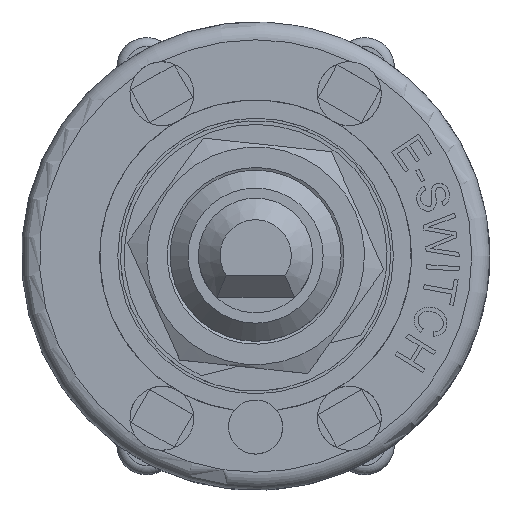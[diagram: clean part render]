
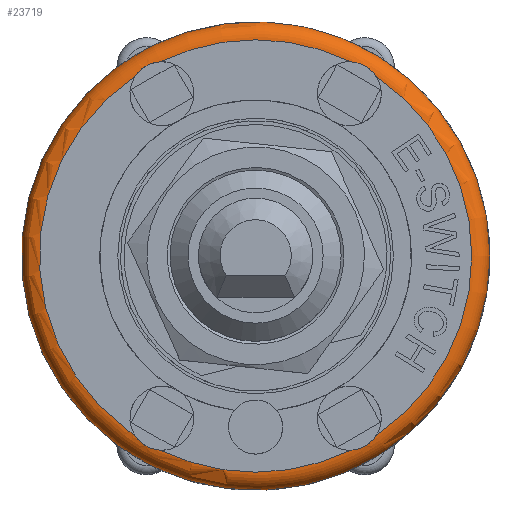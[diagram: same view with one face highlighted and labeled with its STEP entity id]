
A CAD part, top view. The second image highlights one B-rep face of the part: STEP entity #23719.
In plain terms, the highlighted toroidal (fillet/blend) face has major radius 12 mm and minor radius 1 mm.
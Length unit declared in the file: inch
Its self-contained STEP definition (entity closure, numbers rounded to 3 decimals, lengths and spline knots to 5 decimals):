
#23069=CARTESIAN_POINT('',(0.51181,0.0,0.37402));
#23070=VERTEX_POINT('',#23069);
#23071=CARTESIAN_POINT('',(0.0,0.0,0.37402));
#23072=DIRECTION('',(0.0,0.0,1.0));
#23073=DIRECTION('',(-1.0,0.0,0.0));
#23074=AXIS2_PLACEMENT_3D('',#23071,#23072,#23073);
#23075=CIRCLE('',#23074,0.51181);
#23076=EDGE_CURVE('',#23070,#23070,#23075,.T.);
#23319=CARTESIAN_POINT('',(-0.26379,0.39194,0.41339));
#23320=VERTEX_POINT('',#23319);
#23329=CARTESIAN_POINT('',(-0.20753,0.42442,0.41339));
#23330=VERTEX_POINT('',#23329);
#23338=CARTESIAN_POINT('',(-0.26379,0.39194,0.41339));
#23339=CARTESIAN_POINT('',(-0.26063,0.39693,0.41339));
#23340=CARTESIAN_POINT('',(-0.25684,0.40153,0.41318));
#23341=CARTESIAN_POINT('',(-0.25019,0.40776,0.41294));
#23342=CARTESIAN_POINT('',(-0.24774,0.40975,0.41287));
#23343=CARTESIAN_POINT('',(-0.24411,0.41233,0.41281));
#23344=CARTESIAN_POINT('',(-0.24303,0.41306,0.41279));
#23345=CARTESIAN_POINT('',(-0.24115,0.41424,0.41278));
#23346=CARTESIAN_POINT('',(-0.24035,0.41472,0.41278));
#23347=CARTESIAN_POINT('',(-0.23874,0.41565,0.41278));
#23348=CARTESIAN_POINT('',(-0.23791,0.4161,0.41278));
#23349=CARTESIAN_POINT('',(-0.23586,0.41717,0.4128));
#23350=CARTESIAN_POINT('',(-0.23462,0.41777,0.41281));
#23351=CARTESIAN_POINT('',(-0.23029,0.41972,0.41288));
#23352=CARTESIAN_POINT('',(-0.22713,0.42087,0.41296));
#23353=CARTESIAN_POINT('',(-0.2184,0.42336,0.41321));
#23354=CARTESIAN_POINT('',(-0.2129,0.4242,0.41339));
#23355=CARTESIAN_POINT('',(-0.20753,0.42442,0.41339));
#23356=B_SPLINE_CURVE_WITH_KNOTS('',3,(#23338,#23339,#23340,#23341,#23342,#23343,#23344,#23345,#23346,#23347,#23348,#23349,#23350,#23351,#23352,#23353,#23354,#23355),.UNSPECIFIED.,.F.,.U.,(4,2,2,2,2,2,2,2,4),(-0.30321,-0.28459,-0.27477,-0.27072,-0.26786,-0.26495,-0.2607,-0.25033,-0.23279),.UNSPECIFIED.);
#23357=EDGE_CURVE('',#23320,#23330,#23356,.T.);
#23393=CARTESIAN_POINT('',(-0.26379,-0.39194,0.41339));
#23394=VERTEX_POINT('',#23393);
#23404=CARTESIAN_POINT('',(-0.20753,-0.42442,0.41339));
#23405=VERTEX_POINT('',#23404);
#23406=CARTESIAN_POINT('',(-0.20753,-0.42442,0.41339));
#23407=CARTESIAN_POINT('',(-0.21344,-0.42418,0.41339));
#23408=CARTESIAN_POINT('',(-0.21932,-0.42319,0.41318));
#23409=CARTESIAN_POINT('',(-0.22803,-0.42055,0.41294));
#23410=CARTESIAN_POINT('',(-0.23098,-0.41943,0.41287));
#23411=CARTESIAN_POINT('',(-0.23503,-0.41757,0.41281));
#23412=CARTESIAN_POINT('',(-0.2362,-0.417,0.41279));
#23413=CARTESIAN_POINT('',(-0.23817,-0.41596,0.41278));
#23414=CARTESIAN_POINT('',(-0.23898,-0.41551,0.41278));
#23415=CARTESIAN_POINT('',(-0.24059,-0.41458,0.41278));
#23416=CARTESIAN_POINT('',(-0.2414,-0.41409,0.41278));
#23417=CARTESIAN_POINT('',(-0.24335,-0.41285,0.4128));
#23418=CARTESIAN_POINT('',(-0.24449,-0.41207,0.41281));
#23419=CARTESIAN_POINT('',(-0.24834,-0.4093,0.41288));
#23420=CARTESIAN_POINT('',(-0.25092,-0.40713,0.41296));
#23421=CARTESIAN_POINT('',(-0.25744,-0.40082,0.41321));
#23422=CARTESIAN_POINT('',(-0.26092,-0.39648,0.41339));
#23423=CARTESIAN_POINT('',(-0.26379,-0.39194,0.41339));
#23424=B_SPLINE_CURVE_WITH_KNOTS('',3,(#23406,#23407,#23408,#23409,#23410,#23411,#23412,#23413,#23414,#23415,#23416,#23417,#23418,#23419,#23420,#23421,#23422,#23423),.UNSPECIFIED.,.F.,.U.,(4,2,2,2,2,2,2,2,4),(-0.30321,-0.28459,-0.27477,-0.27072,-0.26786,-0.26495,-0.2607,-0.25033,-0.23279),.UNSPECIFIED.);
#23425=EDGE_CURVE('',#23405,#23394,#23424,.T.);
#23493=CARTESIAN_POINT('',(0.20753,-0.42442,0.41339));
#23494=VERTEX_POINT('',#23493);
#23504=CARTESIAN_POINT('',(0.26379,-0.39194,0.41339));
#23505=VERTEX_POINT('',#23504);
#23506=CARTESIAN_POINT('',(0.26379,-0.39194,0.41339));
#23507=CARTESIAN_POINT('',(0.26063,-0.39693,0.41339));
#23508=CARTESIAN_POINT('',(0.25684,-0.40153,0.41318));
#23509=CARTESIAN_POINT('',(0.25019,-0.40776,0.41294));
#23510=CARTESIAN_POINT('',(0.24774,-0.40975,0.41287));
#23511=CARTESIAN_POINT('',(0.24411,-0.41233,0.41281));
#23512=CARTESIAN_POINT('',(0.24303,-0.41306,0.41279));
#23513=CARTESIAN_POINT('',(0.24115,-0.41424,0.41278));
#23514=CARTESIAN_POINT('',(0.24035,-0.41472,0.41278));
#23515=CARTESIAN_POINT('',(0.23874,-0.41565,0.41278));
#23516=CARTESIAN_POINT('',(0.23791,-0.4161,0.41278));
#23517=CARTESIAN_POINT('',(0.23586,-0.41717,0.4128));
#23518=CARTESIAN_POINT('',(0.23462,-0.41777,0.41281));
#23519=CARTESIAN_POINT('',(0.23029,-0.41972,0.41288));
#23520=CARTESIAN_POINT('',(0.22713,-0.42087,0.41296));
#23521=CARTESIAN_POINT('',(0.2184,-0.42336,0.41321));
#23522=CARTESIAN_POINT('',(0.2129,-0.4242,0.41339));
#23523=CARTESIAN_POINT('',(0.20753,-0.42442,0.41339));
#23524=B_SPLINE_CURVE_WITH_KNOTS('',3,(#23506,#23507,#23508,#23509,#23510,#23511,#23512,#23513,#23514,#23515,#23516,#23517,#23518,#23519,#23520,#23521,#23522,#23523),.UNSPECIFIED.,.F.,.U.,(4,2,2,2,2,2,2,2,4),(-0.30321,-0.28459,-0.27477,-0.27072,-0.26786,-0.26495,-0.2607,-0.25033,-0.23279),.UNSPECIFIED.);
#23525=EDGE_CURVE('',#23505,#23494,#23524,.T.);
#23619=CARTESIAN_POINT('',(0.20753,0.42442,0.41339));
#23620=VERTEX_POINT('',#23619);
#23629=CARTESIAN_POINT('',(0.26379,0.39194,0.41339));
#23630=VERTEX_POINT('',#23629);
#23638=CARTESIAN_POINT('',(0.20753,0.42442,0.41339));
#23639=CARTESIAN_POINT('',(0.21344,0.42418,0.41339));
#23640=CARTESIAN_POINT('',(0.21932,0.42319,0.41318));
#23641=CARTESIAN_POINT('',(0.22803,0.42055,0.41294));
#23642=CARTESIAN_POINT('',(0.23098,0.41943,0.41287));
#23643=CARTESIAN_POINT('',(0.23503,0.41757,0.41281));
#23644=CARTESIAN_POINT('',(0.2362,0.417,0.41279));
#23645=CARTESIAN_POINT('',(0.23817,0.41596,0.41278));
#23646=CARTESIAN_POINT('',(0.23898,0.41551,0.41278));
#23647=CARTESIAN_POINT('',(0.24059,0.41458,0.41278));
#23648=CARTESIAN_POINT('',(0.2414,0.41409,0.41278));
#23649=CARTESIAN_POINT('',(0.24335,0.41285,0.4128));
#23650=CARTESIAN_POINT('',(0.24449,0.41207,0.41281));
#23651=CARTESIAN_POINT('',(0.24834,0.4093,0.41288));
#23652=CARTESIAN_POINT('',(0.25092,0.40713,0.41296));
#23653=CARTESIAN_POINT('',(0.25744,0.40082,0.41321));
#23654=CARTESIAN_POINT('',(0.26092,0.39648,0.41339));
#23655=CARTESIAN_POINT('',(0.26379,0.39194,0.41339));
#23656=B_SPLINE_CURVE_WITH_KNOTS('',3,(#23638,#23639,#23640,#23641,#23642,#23643,#23644,#23645,#23646,#23647,#23648,#23649,#23650,#23651,#23652,#23653,#23654,#23655),.UNSPECIFIED.,.F.,.U.,(4,2,2,2,2,2,2,2,4),(-0.30321,-0.28459,-0.27477,-0.27072,-0.26786,-0.26495,-0.2607,-0.25033,-0.23279),.UNSPECIFIED.);
#23657=EDGE_CURVE('',#23620,#23630,#23656,.T.);
#23677=CARTESIAN_POINT('',(0.0,0.0,0.37402));
#23678=DIRECTION('',(0.0,0.0,-1.0));
#23679=DIRECTION('',(-1.0,0.0,0.0));
#23680=AXIS2_PLACEMENT_3D('',#23677,#23678,#23679);
#23681=TOROIDAL_SURFACE('',#23680,0.47244,0.03937);
#23682=ORIENTED_EDGE('',*,*,#23076,.T.);
#23683=EDGE_LOOP('',(#23682));
#23684=FACE_OUTER_BOUND('',#23683,.T.);
#23685=CARTESIAN_POINT('',(0.0,0.0,0.41339));
#23686=DIRECTION('',(0.0,0.0,-1.0));
#23687=DIRECTION('',(-1.0,0.0,0.0));
#23688=AXIS2_PLACEMENT_3D('',#23685,#23686,#23687);
#23689=CIRCLE('',#23688,0.47244);
#23690=EDGE_CURVE('',#23394,#23320,#23689,.T.);
#23691=ORIENTED_EDGE('',*,*,#23690,.T.);
#23692=ORIENTED_EDGE('',*,*,#23357,.T.);
#23693=CARTESIAN_POINT('',(0.0,0.0,0.41339));
#23694=DIRECTION('',(0.0,0.0,-1.0));
#23695=DIRECTION('',(-1.0,0.0,0.0));
#23696=AXIS2_PLACEMENT_3D('',#23693,#23694,#23695);
#23697=CIRCLE('',#23696,0.47244);
#23698=EDGE_CURVE('',#23330,#23620,#23697,.T.);
#23699=ORIENTED_EDGE('',*,*,#23698,.T.);
#23700=ORIENTED_EDGE('',*,*,#23657,.T.);
#23701=CARTESIAN_POINT('',(0.0,0.0,0.41339));
#23702=DIRECTION('',(0.0,0.0,-1.0));
#23703=DIRECTION('',(-1.0,0.0,0.0));
#23704=AXIS2_PLACEMENT_3D('',#23701,#23702,#23703);
#23705=CIRCLE('',#23704,0.47244);
#23706=EDGE_CURVE('',#23630,#23505,#23705,.T.);
#23707=ORIENTED_EDGE('',*,*,#23706,.T.);
#23708=ORIENTED_EDGE('',*,*,#23525,.T.);
#23709=CARTESIAN_POINT('',(0.0,0.0,0.41339));
#23710=DIRECTION('',(0.0,0.0,-1.0));
#23711=DIRECTION('',(-1.0,0.0,0.0));
#23712=AXIS2_PLACEMENT_3D('',#23709,#23710,#23711);
#23713=CIRCLE('',#23712,0.47244);
#23714=EDGE_CURVE('',#23494,#23405,#23713,.T.);
#23715=ORIENTED_EDGE('',*,*,#23714,.T.);
#23716=ORIENTED_EDGE('',*,*,#23425,.T.);
#23717=EDGE_LOOP('',(#23691,#23692,#23699,#23700,#23707,#23708,#23715,#23716));
#23718=FACE_BOUND('',#23717,.T.);
#23719=ADVANCED_FACE('',(#23684,#23718),#23681,.T.);
